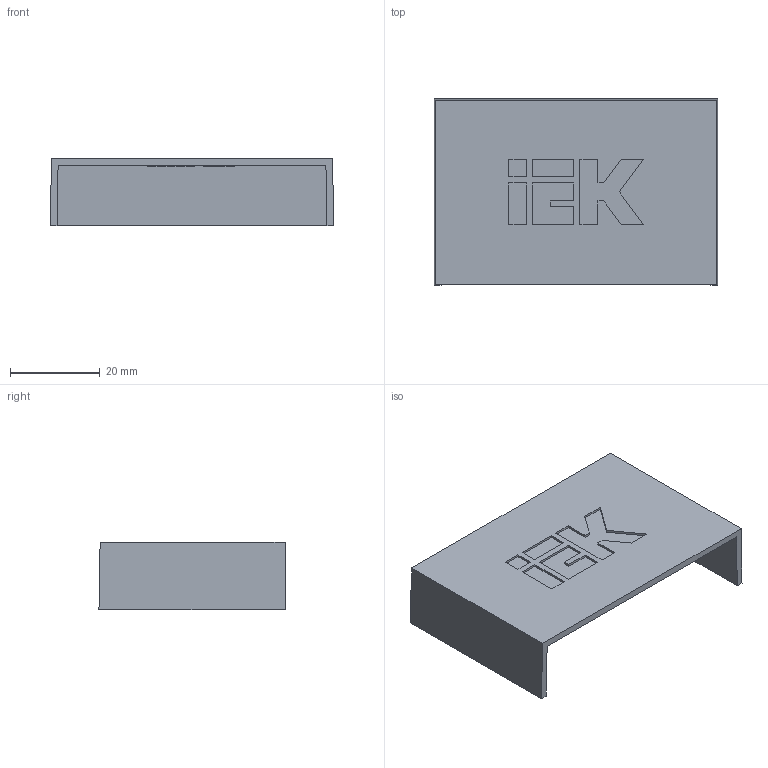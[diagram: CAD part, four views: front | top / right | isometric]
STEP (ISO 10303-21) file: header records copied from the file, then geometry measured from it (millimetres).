
FILE_DESCRIPTION (( 'STEP AP214' ), '1' );
FILE_NAME ('CKMP10D-Z-060-040-K01 Çàãëóøêà êàáåëüíîé òðàññû ÊÌÇ 60õ40 (4 øò._êîìï.).STEP', '2016-06-21T07:24:23', ( '' ), ( '' ), 'SwSTEP 2.0', 'SolidWorks 2014', '' );
FILE_SCHEMA (( 'AUTOMOTIVE_DESIGN' ));
Length unit declared in the file: millimetre
Products named in the file (1): CKMP10D-Z-060-040-K01 Çàãëóøêà êàáåëüíîé òðàññû ÊÌÇ 60õ40 (4 øò._êîìï.)
Bounding box: 63.2 x 41.5 x 15 mm (x, y, z)
Volume: 6625.6 mm3; surface area: 9514.1 mm2
Topology: 1 solids, 1 shells, 248 faces, 690 edges, 460 vertices
Faces by surface type: plane 145, bspline 103
Entity records: 10916 total; most frequent: CARTESIAN_POINT 5206, ORIENTED_EDGE 1380, DIRECTION 776, EDGE_CURVE 690, LINE 484, VECTOR 484, VERTEX_POINT 460, EDGE_LOOP 264
